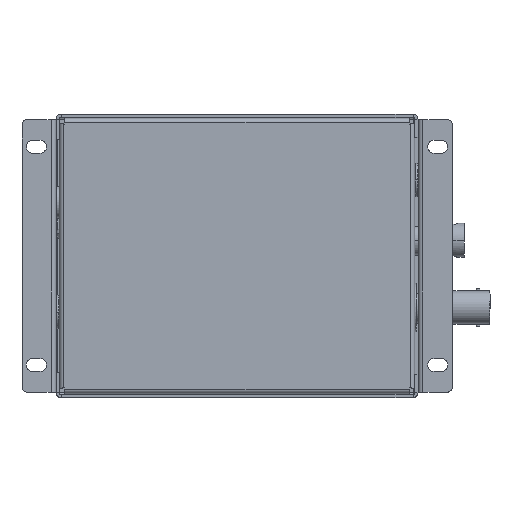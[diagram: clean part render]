
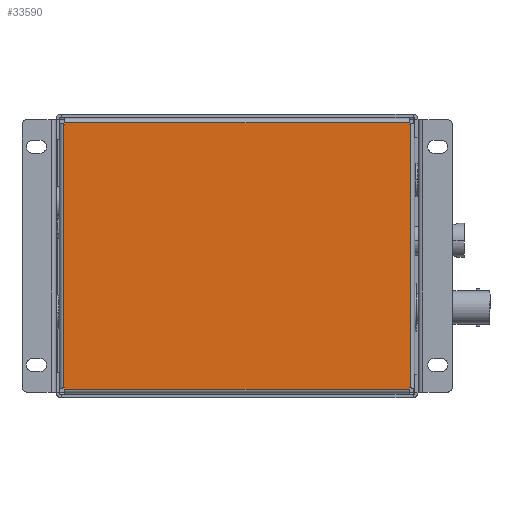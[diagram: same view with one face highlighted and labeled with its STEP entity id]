
A CAD part, top view. The second image highlights one B-rep face of the part: STEP entity #33590.
In plain terms, the highlighted face is planar.
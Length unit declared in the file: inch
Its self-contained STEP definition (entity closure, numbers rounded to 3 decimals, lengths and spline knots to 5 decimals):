
#367 = DIRECTION ( 'NONE',  ( 0., -1., 0. ) ) ;
#771 = CARTESIAN_POINT ( 'NONE',  ( -1.9275, 1.48, 0. ) ) ;
#3423 = CARTESIAN_POINT ( 'NONE',  ( 1.9275, 1.47605, 0. ) ) ;
#3442 = VECTOR ( 'NONE', #46311, 39.37008 ) ;
#4443 = CARTESIAN_POINT ( 'NONE',  ( -1.9382, -1.47605, 0. ) ) ;
#4936 = LINE ( 'NONE', #44415, #46303 ) ;
#6967 = DIRECTION ( 'NONE',  ( 0., 1., 0. ) ) ;
#7651 = LINE ( 'NONE', #58107, #34625 ) ;
#8076 = VECTOR ( 'NONE', #66270, 39.37008 ) ;
#8262 = EDGE_CURVE ( 'NONE', #65375, #45480, #36748, .T. ) ;
#8597 = ORIENTED_EDGE ( 'NONE', *, *, #58476, .F. ) ;
#8702 = VECTOR ( 'NONE', #6967, 39.37008 ) ;
#9176 = DIRECTION ( 'NONE',  ( -1., 0., 0. ) ) ;
#11472 = PLANE ( 'NONE',  #41745 ) ;
#12121 = DIRECTION ( 'NONE',  ( 1., 0., 0. ) ) ;
#13961 = CARTESIAN_POINT ( 'NONE',  ( 1.9382, 1.48, 0. ) ) ;
#14665 = DIRECTION ( 'NONE',  ( 1., 0., 0. ) ) ;
#14793 = EDGE_CURVE ( 'NONE', #65375, #61937, #4936, .T. ) ;
#14967 = VERTEX_POINT ( 'NONE', #24346 ) ;
#15785 = VERTEX_POINT ( 'NONE', #48760 ) ;
#16878 = DIRECTION ( 'NONE',  ( 0., 0., -1. ) ) ;
#17278 = LINE ( 'NONE', #46460, #55264 ) ;
#18588 = ORIENTED_EDGE ( 'NONE', *, *, #58796, .T. ) ;
#19431 = CARTESIAN_POINT ( 'NONE',  ( 1.9275, -1.4907, 0. ) ) ;
#21261 = VECTOR ( 'NONE', #367, 39.37008 ) ;
#21875 = CARTESIAN_POINT ( 'NONE',  ( 1.9275, 1.47605, 0. ) ) ;
#22586 = VERTEX_POINT ( 'NONE', #4443 ) ;
#22636 = ORIENTED_EDGE ( 'NONE', *, *, #57859, .F. ) ;
#22963 = LINE ( 'NONE', #32644, #21261 ) ;
#23397 = DIRECTION ( 'NONE',  ( -1., 0., 0. ) ) ;
#23565 = CARTESIAN_POINT ( 'NONE',  ( -1.9275, -1.47605, 0. ) ) ;
#24177 = LINE ( 'NONE', #771, #51221 ) ;
#24346 = CARTESIAN_POINT ( 'NONE',  ( 1.9275, -1.4907, 0. ) ) ;
#24954 = ORIENTED_EDGE ( 'NONE', *, *, #30557, .T. ) ;
#26241 = VECTOR ( 'NONE', #41139, 39.37008 ) ;
#27902 = DIRECTION ( 'NONE',  ( 0., -1., 0. ) ) ;
#28006 = ORIENTED_EDGE ( 'NONE', *, *, #40777, .T. ) ;
#28277 = ORIENTED_EDGE ( 'NONE', *, *, #8262, .F. ) ;
#29065 = VERTEX_POINT ( 'NONE', #23565 ) ;
#30557 = EDGE_CURVE ( 'NONE', #29065, #22586, #46802, .T. ) ;
#32104 = VECTOR ( 'NONE', #51778, 39.37008 ) ;
#32644 = CARTESIAN_POINT ( 'NONE',  ( -1.9275, -1.48, 0. ) ) ;
#33590 = ADVANCED_FACE ( 'NONE', ( #45844 ), #11472, .T. ) ;
#33861 = EDGE_CURVE ( 'NONE', #22586, #60070, #66174, .T. ) ;
#33865 = CARTESIAN_POINT ( 'NONE',  ( 1.9275, 1.48, 0. ) ) ;
#34379 = EDGE_LOOP ( 'NONE', ( #53880, #37261, #18588, #8597, #36116, #22636, #24954, #44226, #28006, #42301, #38401, #28277 ) ) ;
#34625 = VECTOR ( 'NONE', #14665, 39.37008 ) ;
#36116 = ORIENTED_EDGE ( 'NONE', *, *, #58159, .T. ) ;
#36748 = LINE ( 'NONE', #33865, #8076 ) ;
#37261 = ORIENTED_EDGE ( 'NONE', *, *, #58147, .T. ) ;
#37418 = VERTEX_POINT ( 'NONE', #51839 ) ;
#38401 = ORIENTED_EDGE ( 'NONE', *, *, #58269, .T. ) ;
#40777 = EDGE_CURVE ( 'NONE', #60070, #51110, #65995, .T. ) ;
#41139 = DIRECTION ( 'NONE',  ( 1., 0., 0. ) ) ;
#41745 = AXIS2_PLACEMENT_3D ( 'NONE', #43759, #16878, #54653 ) ;
#42301 = ORIENTED_EDGE ( 'NONE', *, *, #51367, .F. ) ;
#43759 = CARTESIAN_POINT ( 'NONE',  ( 1.9275, 1.48, 0. ) ) ;
#44226 = ORIENTED_EDGE ( 'NONE', *, *, #33861, .T. ) ;
#44415 = CARTESIAN_POINT ( 'NONE',  ( 1.9275, 1.47605, 0. ) ) ;
#44791 = LINE ( 'NONE', #13961, #3442 ) ;
#45480 = VERTEX_POINT ( 'NONE', #61348 ) ;
#45844 = FACE_OUTER_BOUND ( 'NONE', #34379, .T. ) ;
#46303 = VECTOR ( 'NONE', #12121, 39.37008 ) ;
#46311 = DIRECTION ( 'NONE',  ( 0., -1., 0. ) ) ;
#46460 = CARTESIAN_POINT ( 'NONE',  ( 1.9275, -1.47605, 0. ) ) ;
#46802 = LINE ( 'NONE', #61150, #57785 ) ;
#48760 = CARTESIAN_POINT ( 'NONE',  ( 1.9275, -1.47605, 0. ) ) ;
#49435 = CARTESIAN_POINT ( 'NONE',  ( 1.9382, 1.47605, 0. ) ) ;
#51110 = VERTEX_POINT ( 'NONE', #58366 ) ;
#51221 = VECTOR ( 'NONE', #27902, 39.37008 ) ;
#51367 = EDGE_CURVE ( 'NONE', #37418, #51110, #24177, .T. ) ;
#51778 = DIRECTION ( 'NONE',  ( -1., 0., 0. ) ) ;
#51839 = CARTESIAN_POINT ( 'NONE',  ( -1.9275, 1.4907, 0. ) ) ;
#52053 = VERTEX_POINT ( 'NONE', #68005 ) ;
#53880 = ORIENTED_EDGE ( 'NONE', *, *, #14793, .T. ) ;
#54468 = LINE ( 'NONE', #60221, #68814 ) ;
#54653 = DIRECTION ( 'NONE',  ( -1., 0., 0. ) ) ;
#54788 = DIRECTION ( 'NONE',  ( 0., 1., 0. ) ) ;
#55264 = VECTOR ( 'NONE', #9176, 39.37008 ) ;
#57785 = VECTOR ( 'NONE', #23397, 39.37008 ) ;
#57859 = EDGE_CURVE ( 'NONE', #29065, #60790, #22963, .T. ) ;
#58107 = CARTESIAN_POINT ( 'NONE',  ( -1.9275, 1.4907, 0. ) ) ;
#58147 = EDGE_CURVE ( 'NONE', #61937, #52053, #44791, .T. ) ;
#58159 = EDGE_CURVE ( 'NONE', #14967, #60790, #59175, .T. ) ;
#58269 = EDGE_CURVE ( 'NONE', #37418, #45480, #7651, .T. ) ;
#58366 = CARTESIAN_POINT ( 'NONE',  ( -1.9275, 1.47605, 0. ) ) ;
#58476 = EDGE_CURVE ( 'NONE', #14967, #15785, #54468, .T. ) ;
#58796 = EDGE_CURVE ( 'NONE', #52053, #15785, #17278, .T. ) ;
#59175 = LINE ( 'NONE', #19431, #32104 ) ;
#60070 = VERTEX_POINT ( 'NONE', #66617 ) ;
#60221 = CARTESIAN_POINT ( 'NONE',  ( 1.9275, -1.48, 0. ) ) ;
#60768 = CARTESIAN_POINT ( 'NONE',  ( -1.9382, -1.48, 0. ) ) ;
#60790 = VERTEX_POINT ( 'NONE', #61950 ) ;
#61150 = CARTESIAN_POINT ( 'NONE',  ( 1.9275, -1.47605, 0. ) ) ;
#61348 = CARTESIAN_POINT ( 'NONE',  ( 1.9275, 1.4907, 0. ) ) ;
#61937 = VERTEX_POINT ( 'NONE', #49435 ) ;
#61950 = CARTESIAN_POINT ( 'NONE',  ( -1.9275, -1.4907, 0. ) ) ;
#65375 = VERTEX_POINT ( 'NONE', #21875 ) ;
#65995 = LINE ( 'NONE', #3423, #26241 ) ;
#66174 = LINE ( 'NONE', #60768, #8702 ) ;
#66270 = DIRECTION ( 'NONE',  ( 0., 1., 0. ) ) ;
#66617 = CARTESIAN_POINT ( 'NONE',  ( -1.9382, 1.47605, 0. ) ) ;
#68005 = CARTESIAN_POINT ( 'NONE',  ( 1.9382, -1.47605, 0. ) ) ;
#68814 = VECTOR ( 'NONE', #54788, 39.37008 ) ;
